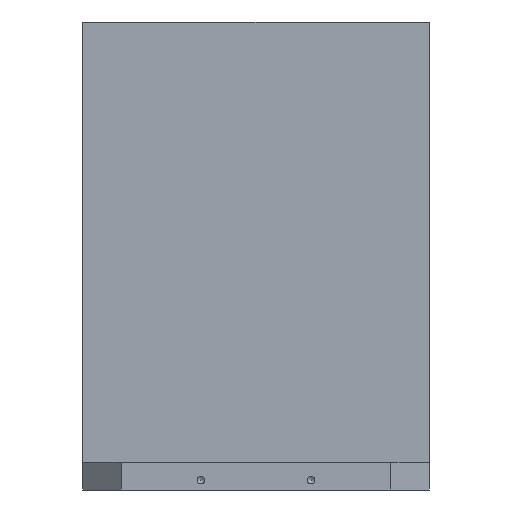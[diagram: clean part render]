
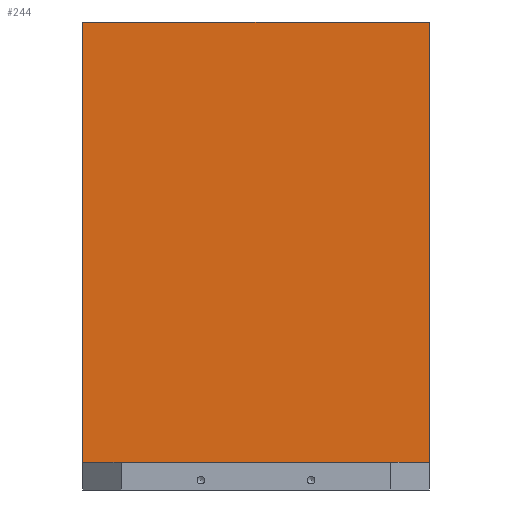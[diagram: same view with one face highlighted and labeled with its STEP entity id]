
A CAD part, front view. The second image highlights one B-rep face of the part: STEP entity #244.
In plain terms, the highlighted planar face has unit normal (0, -1, 0).
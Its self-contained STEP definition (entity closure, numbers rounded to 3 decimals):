
#244 = ADVANCED_FACE( '', ( #665 ), #666, .F. );
#665 = FACE_OUTER_BOUND( '', #1120, .T. );
#666 = PLANE( '', #1121 );
#1120 = EDGE_LOOP( '', ( #2426, #2427, #2428, #2429 ) );
#1121 = AXIS2_PLACEMENT_3D( '', #2430, #2431, #2432 );
#2426 = ORIENTED_EDGE( '', *, *, #2831, .F. );
#2427 = ORIENTED_EDGE( '', *, *, #3046, .F. );
#2428 = ORIENTED_EDGE( '', *, *, #2856, .T. );
#2429 = ORIENTED_EDGE( '', *, *, #2824, .T. );
#2430 = CARTESIAN_POINT( '', ( -315., -125., 850. ) );
#2431 = DIRECTION( '', ( 0., 1., 0. ) );
#2432 = DIRECTION( '', ( -1., 0., 0. ) );
#2824 = EDGE_CURVE( '', #3405, #3403, #3406, .T. );
#2831 = EDGE_CURVE( '', #3415, #3403, #3417, .T. );
#2856 = EDGE_CURVE( '', #3453, #3405, #3454, .T. );
#3046 = EDGE_CURVE( '', #3453, #3415, #3742, .T. );
#3403 = VERTEX_POINT( '', #4921 );
#3405 = VERTEX_POINT( '', #4924 );
#3406 = LINE( '', #4925, #4926 );
#3415 = VERTEX_POINT( '', #4939 );
#3417 = LINE( '', #4942, #4943 );
#3453 = VERTEX_POINT( '', #4992 );
#3454 = LINE( '', #4993, #4994 );
#3742 = LINE( '', #5377, #5378 );
#4921 = CARTESIAN_POINT( '', ( 315., -125., 50. ) );
#4924 = CARTESIAN_POINT( '', ( -315., -125., 50. ) );
#4925 = CARTESIAN_POINT( '', ( -315., -125., 50. ) );
#4926 = VECTOR( '', #5739, 1000. );
#4939 = CARTESIAN_POINT( '', ( 315., -125., 850. ) );
#4942 = CARTESIAN_POINT( '', ( 315., -125., 850. ) );
#4943 = VECTOR( '', #5748, 1000. );
#4992 = CARTESIAN_POINT( '', ( -315., -125., 850. ) );
#4993 = CARTESIAN_POINT( '', ( -315., -125., 850. ) );
#4994 = VECTOR( '', #5795, 1000. );
#5377 = CARTESIAN_POINT( '', ( -315., -125., 850. ) );
#5378 = VECTOR( '', #6146, 1000. );
#5739 = DIRECTION( '', ( 1., 0., 0. ) );
#5748 = DIRECTION( '', ( 0., 0., -1. ) );
#5795 = DIRECTION( '', ( 0., 0., -1. ) );
#6146 = DIRECTION( '', ( 1., 0., 0. ) );
